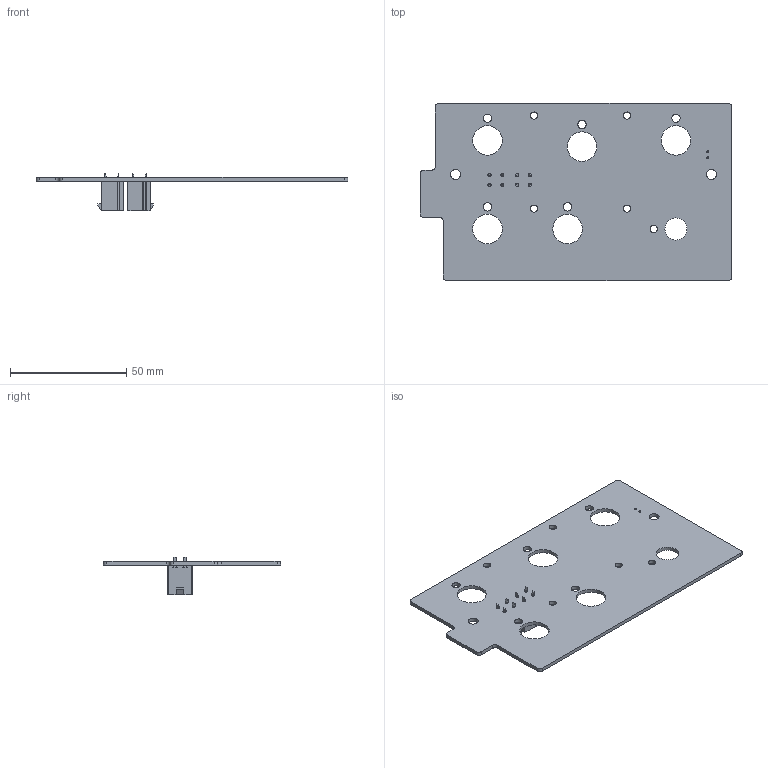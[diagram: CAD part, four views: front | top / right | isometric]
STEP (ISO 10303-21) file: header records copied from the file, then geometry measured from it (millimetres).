
FILE_DESCRIPTION(('KiCad electronic assembly'),'2;1');
FILE_NAME('SIM CONTROL PANEL.step','2023-01-09T19:01:34',('Pcbnew'),( 'Kicad'),'Open CASCADE STEP processor 7.6','KiCad to STEP converter' ,'Unknown');
FILE_SCHEMA(('AUTOMOTIVE_DESIGN { 1 0 10303 214 1 1 1 1 }'));
Length unit declared in the file: millimetre
Products named in the file (4): SIM CONTROL PANEL 1; Molex_Mini-Fit_Jr_5566-04A_2x02_P4.20mm_Vertical; SOLID; SIM CONTROL PANEL PCB
Assembly tree (4 placements, depth 3):
  SIM CONTROL PANEL 1
    Molex_Mini-Fit_Jr_5566-04A_2x02_P4.20mm_Vertical  x2
      SOLID
    SIM CONTROL PANEL PCB
Bounding box: 133.91 x 76.2 x 16.3 mm (x, y, z)
Volume: 15738.8 mm3; surface area: 21899.4 mm2
Topology: 3 solids, 3 shells, 304 faces, 818 edges, 544 vertices
Faces by surface type: plane 266, cylinder 38
Full cylindrical faces by diameter (mm): 0.9 x2, 1.4 x8, 3.1 x4, 3.175 x1, 3.572 x5, 4.3 x2, 9.525 x1, 12.7 x5
Entity records: 12062 total; most frequent: CARTESIAN_POINT 2359, DIRECTION 1786, LINE 1277, VECTOR 1277, ORIENTED_EDGE 950, PCURVE 950, DEFINITIONAL_REPRESENTATION 950, EDGE_CURVE 475
